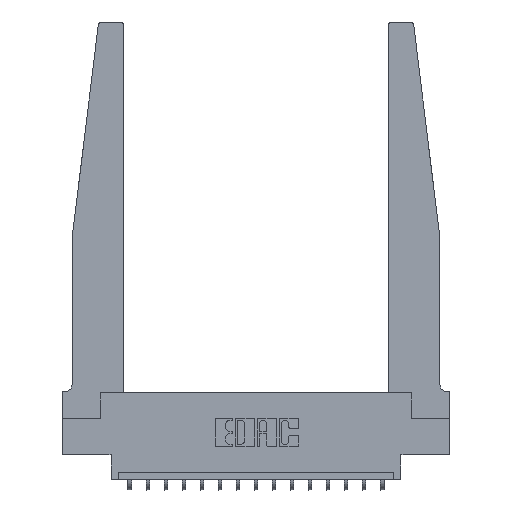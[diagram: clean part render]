
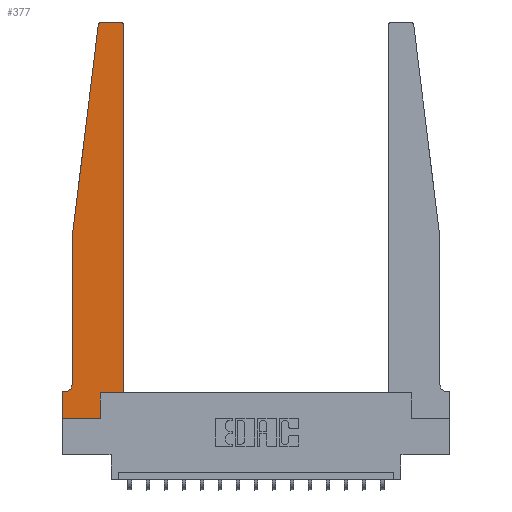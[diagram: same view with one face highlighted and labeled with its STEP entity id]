
A CAD part, top view. The second image highlights one B-rep face of the part: STEP entity #377.
In plain terms, the highlighted planar face has unit normal (0, 0, 1).
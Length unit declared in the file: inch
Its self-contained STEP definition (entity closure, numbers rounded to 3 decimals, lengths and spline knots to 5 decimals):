
#15 = DIRECTION ( 'NONE',  ( 0., -1., 0. ) ) ;
#301 = DIRECTION ( 'NONE',  ( 1., 0., 0. ) ) ;
#377 = ADVANCED_FACE ( 'NONE', ( #6138 ), #17495, .T. ) ;
#428 = LINE ( 'NONE', #10625, #15484 ) ;
#452 = CIRCLE ( 'NONE', #15282, 0.05 ) ;
#585 = CIRCLE ( 'NONE', #14803, 0.03 ) ;
#712 = LINE ( 'NONE', #8017, #17702 ) ;
#1132 = DIRECTION ( 'NONE',  ( 0., 0., -1. ) ) ;
#1202 = LINE ( 'NONE', #15401, #6270 ) ;
#1389 = LINE ( 'NONE', #7038, #17778 ) ;
#1461 = VECTOR ( 'NONE', #2727, 39.37008 ) ;
#1505 = DIRECTION ( 'NONE',  ( 0., -1., 0. ) ) ;
#1544 = ORIENTED_EDGE ( 'NONE', *, *, #15495, .T. ) ;
#1567 = CARTESIAN_POINT ( 'NONE',  ( 0.2605, 0.18, 0.37 ) ) ;
#1672 = DIRECTION ( 'NONE',  ( -1., 0., 0. ) ) ;
#2207 = DIRECTION ( 'NONE',  ( 0., 0., 1. ) ) ;
#2255 = VECTOR ( 'NONE', #6338, 39.37008 ) ;
#2495 = VERTEX_POINT ( 'NONE', #12391 ) ;
#2515 = ORIENTED_EDGE ( 'NONE', *, *, #6040, .T. ) ;
#2727 = DIRECTION ( 'NONE',  ( 0., 1., 0. ) ) ;
#3237 = CIRCLE ( 'NONE', #5900, 0.03 ) ;
#4125 = ORIENTED_EDGE ( 'NONE', *, *, #9906, .T. ) ;
#4256 = DIRECTION ( 'NONE',  ( -0.122, -0.992, 0. ) ) ;
#4963 = VERTEX_POINT ( 'NONE', #18164 ) ;
#4964 = DIRECTION ( 'NONE',  ( -1., 0., 0. ) ) ;
#5160 = VERTEX_POINT ( 'NONE', #7435 ) ;
#5682 = CARTESIAN_POINT ( 'NONE',  ( 0., 0., 0.37 ) ) ;
#5722 = ORIENTED_EDGE ( 'NONE', *, *, #8152, .T. ) ;
#5823 = EDGE_CURVE ( 'NONE', #4963, #9921, #585, .T. ) ;
#5900 = AXIS2_PLACEMENT_3D ( 'NONE', #9609, #12794, #11379 ) ;
#6040 = EDGE_CURVE ( 'NONE', #10326, #17606, #428, .T. ) ;
#6082 = DIRECTION ( 'NONE',  ( 1., 0., 0. ) ) ;
#6100 = EDGE_LOOP ( 'NONE', ( #5722, #11895, #10571, #12804, #15606, #4125, #9239, #10810, #7093, #2515, #1544, #6843 ) ) ;
#6138 = FACE_OUTER_BOUND ( 'NONE', #6100, .T. ) ;
#6158 = VECTOR ( 'NONE', #1505, 39.37008 ) ;
#6174 = VERTEX_POINT ( 'NONE', #15263 ) ;
#6270 = VECTOR ( 'NONE', #4256, 39.37008 ) ;
#6338 = DIRECTION ( 'NONE',  ( 1., 0., 0. ) ) ;
#6740 = VERTEX_POINT ( 'NONE', #11432 ) ;
#6843 = ORIENTED_EDGE ( 'NONE', *, *, #5823, .T. ) ;
#7038 = CARTESIAN_POINT ( 'NONE',  ( 0.065, 1.25, 0.37 ) ) ;
#7047 = LINE ( 'NONE', #12754, #10847 ) ;
#7093 = ORIENTED_EDGE ( 'NONE', *, *, #12334, .T. ) ;
#7198 = EDGE_CURVE ( 'NONE', #6740, #2495, #1202, .T. ) ;
#7212 = DIRECTION ( 'NONE',  ( 0., 1., 0. ) ) ;
#7435 = CARTESIAN_POINT ( 'NONE',  ( 0.015, 0.1875, 0.37 ) ) ;
#7961 = CARTESIAN_POINT ( 'NONE',  ( 0.395, 2.72, 0.37 ) ) ;
#8017 = CARTESIAN_POINT ( 'NONE',  ( 0.065, 0.1875, 0.37 ) ) ;
#8152 = EDGE_CURVE ( 'NONE', #9921, #6174, #7047, .T. ) ;
#8359 = CARTESIAN_POINT ( 'NONE',  ( 0.015, 0.2375, 0.37 ) ) ;
#8796 = EDGE_CURVE ( 'NONE', #11226, #5160, #452, .T. ) ;
#9239 = ORIENTED_EDGE ( 'NONE', *, *, #11407, .T. ) ;
#9460 = AXIS2_PLACEMENT_3D ( 'NONE', #15991, #17128, #301 ) ;
#9544 = VERTEX_POINT ( 'NONE', #17460 ) ;
#9609 = CARTESIAN_POINT ( 'NONE',  ( 0.27653, 2.72, 0.37 ) ) ;
#9906 = EDGE_CURVE ( 'NONE', #5160, #17918, #712, .T. ) ;
#9921 = VERTEX_POINT ( 'NONE', #16315 ) ;
#10261 = EDGE_CURVE ( 'NONE', #13023, #9544, #11068, .T. ) ;
#10326 = VERTEX_POINT ( 'NONE', #12120 ) ;
#10571 = ORIENTED_EDGE ( 'NONE', *, *, #7198, .T. ) ;
#10625 = CARTESIAN_POINT ( 'NONE',  ( 0.425, 0.18, 0.37 ) ) ;
#10810 = ORIENTED_EDGE ( 'NONE', *, *, #10261, .T. ) ;
#10847 = VECTOR ( 'NONE', #1672, 39.37008 ) ;
#11068 = LINE ( 'NONE', #15316, #2255 ) ;
#11085 = DIRECTION ( 'NONE',  ( -1., 0., 0. ) ) ;
#11226 = VERTEX_POINT ( 'NONE', #12395 ) ;
#11379 = DIRECTION ( 'NONE',  ( 1., 0., 0. ) ) ;
#11407 = EDGE_CURVE ( 'NONE', #17918, #13023, #14211, .T. ) ;
#11432 = CARTESIAN_POINT ( 'NONE',  ( 0.24675, 2.72367, 0.37 ) ) ;
#11543 = CARTESIAN_POINT ( 'NONE',  ( 0.425, 0.18, 0.37 ) ) ;
#11699 = LINE ( 'NONE', #1567, #18061 ) ;
#11895 = ORIENTED_EDGE ( 'NONE', *, *, #15503, .T. ) ;
#12120 = CARTESIAN_POINT ( 'NONE',  ( 0.2605, 0.18, 0.37 ) ) ;
#12181 = DIRECTION ( 'NONE',  ( 1., 0., 0. ) ) ;
#12334 = EDGE_CURVE ( 'NONE', #9544, #10326, #11699, .T. ) ;
#12391 = CARTESIAN_POINT ( 'NONE',  ( 0.065, 1.25, 0.37 ) ) ;
#12395 = CARTESIAN_POINT ( 'NONE',  ( 0.065, 0.2375, 0.37 ) ) ;
#12523 = CARTESIAN_POINT ( 'NONE',  ( 0.425, 0.18, 0.37 ) ) ;
#12754 = CARTESIAN_POINT ( 'NONE',  ( 0.25, 2.75, 0.37 ) ) ;
#12794 = DIRECTION ( 'NONE',  ( 0., 0., 1. ) ) ;
#12804 = ORIENTED_EDGE ( 'NONE', *, *, #14809, .T. ) ;
#13023 = VERTEX_POINT ( 'NONE', #14306 ) ;
#14147 = LINE ( 'NONE', #12523, #1461 ) ;
#14211 = LINE ( 'NONE', #5682, #6158 ) ;
#14306 = CARTESIAN_POINT ( 'NONE',  ( 0., 0., 0.37 ) ) ;
#14474 = CARTESIAN_POINT ( 'NONE',  ( 0., 0.1875, 0.37 ) ) ;
#14803 = AXIS2_PLACEMENT_3D ( 'NONE', #7961, #2207, #12181 ) ;
#14809 = EDGE_CURVE ( 'NONE', #2495, #11226, #1389, .T. ) ;
#15263 = CARTESIAN_POINT ( 'NONE',  ( 0.27653, 2.75, 0.37 ) ) ;
#15282 = AXIS2_PLACEMENT_3D ( 'NONE', #8359, #1132, #11085 ) ;
#15316 = CARTESIAN_POINT ( 'NONE',  ( 0., 0., 0.37 ) ) ;
#15401 = CARTESIAN_POINT ( 'NONE',  ( 0.065, 1.25, 0.37 ) ) ;
#15484 = VECTOR ( 'NONE', #6082, 39.37008 ) ;
#15495 = EDGE_CURVE ( 'NONE', #17606, #4963, #14147, .T. ) ;
#15503 = EDGE_CURVE ( 'NONE', #6174, #6740, #3237, .T. ) ;
#15606 = ORIENTED_EDGE ( 'NONE', *, *, #8796, .T. ) ;
#15991 = CARTESIAN_POINT ( 'NONE',  ( 0., 0.1875, 0.37 ) ) ;
#16315 = CARTESIAN_POINT ( 'NONE',  ( 0.395, 2.75, 0.37 ) ) ;
#17128 = DIRECTION ( 'NONE',  ( 0., 0., 1. ) ) ;
#17460 = CARTESIAN_POINT ( 'NONE',  ( 0.2605, 0., 0.37 ) ) ;
#17495 = PLANE ( 'NONE',  #9460 ) ;
#17606 = VERTEX_POINT ( 'NONE', #11543 ) ;
#17702 = VECTOR ( 'NONE', #4964, 39.37008 ) ;
#17778 = VECTOR ( 'NONE', #15, 39.37008 ) ;
#17918 = VERTEX_POINT ( 'NONE', #14474 ) ;
#18061 = VECTOR ( 'NONE', #7212, 39.37008 ) ;
#18164 = CARTESIAN_POINT ( 'NONE',  ( 0.425, 2.72, 0.37 ) ) ;
